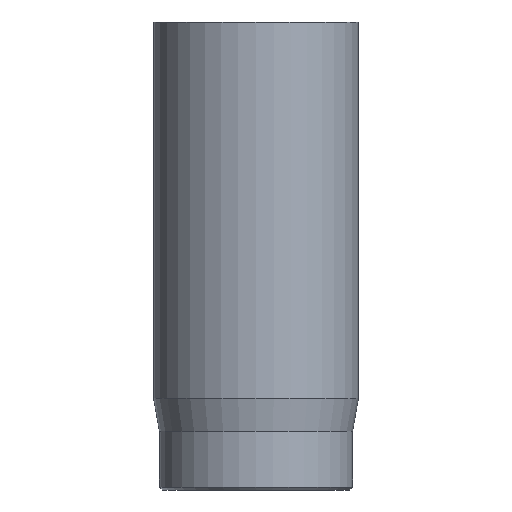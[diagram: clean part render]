
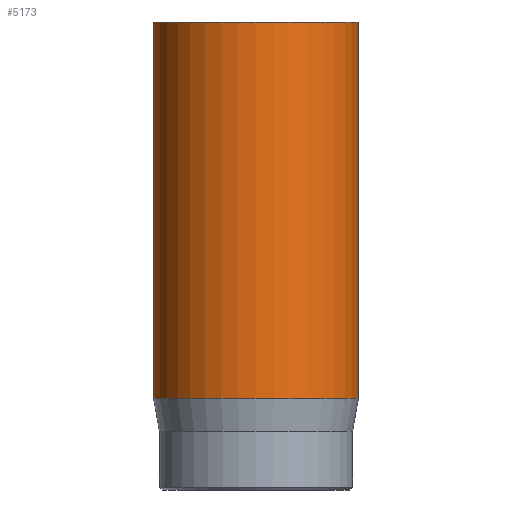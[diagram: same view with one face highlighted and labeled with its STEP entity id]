
A CAD part, front view. The second image highlights one B-rep face of the part: STEP entity #5173.
In plain terms, the highlighted cylindrical face has radius 1.75 mm (diameter 3.5 mm), a full revolution.
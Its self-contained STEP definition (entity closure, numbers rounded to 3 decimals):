
#624=CYLINDRICAL_SURFACE('',#5370,1.75);
#885=FACE_OUTER_BOUND('',#1185,.T.);
#1185=EDGE_LOOP('',(#4794,#4795,#4796,#4797,#4798));
#1610=LINE('',#9589,#2045);
#2045=VECTOR('',#6049,1.75);
#2083=CIRCLE('',#5354,1.75);
#2089=CIRCLE('',#5368,1.75);
#2090=CIRCLE('',#5369,1.75);
#2573=VERTEX_POINT('',#9560);
#2579=VERTEX_POINT('',#9583);
#2580=VERTEX_POINT('',#9584);
#3317=EDGE_CURVE('',#2573,#2573,#2083,.T.);
#3326=EDGE_CURVE('',#2579,#2580,#2089,.T.);
#3327=EDGE_CURVE('',#2580,#2579,#2090,.T.);
#3329=EDGE_CURVE('',#2573,#2579,#1610,.T.);
#4794=ORIENTED_EDGE('',*,*,#3317,.T.);
#4795=ORIENTED_EDGE('',*,*,#3329,.T.);
#4796=ORIENTED_EDGE('',*,*,#3326,.T.);
#4797=ORIENTED_EDGE('',*,*,#3327,.T.);
#4798=ORIENTED_EDGE('',*,*,#3329,.F.);
#5173=ADVANCED_FACE('',(#885),#624,.T.);
#5354=AXIS2_PLACEMENT_3D('',#9561,#6011,#6012);
#5368=AXIS2_PLACEMENT_3D('',#9585,#6042,#6043);
#5369=AXIS2_PLACEMENT_3D('',#9586,#6044,#6045);
#5370=AXIS2_PLACEMENT_3D('',#9588,#6047,#6048);
#6011=DIRECTION('center_axis',(0.,0.,-1.));
#6012=DIRECTION('ref_axis',(-1.,0.,0.));
#6042=DIRECTION('center_axis',(0.,0.,1.));
#6043=DIRECTION('ref_axis',(-1.,0.,0.));
#6044=DIRECTION('center_axis',(0.,0.,1.));
#6045=DIRECTION('ref_axis',(-1.,0.,0.));
#6047=DIRECTION('center_axis',(0.,0.,1.));
#6048=DIRECTION('ref_axis',(-1.,0.,0.));
#6049=DIRECTION('',(0.,0.,-1.));
#9560=CARTESIAN_POINT('',(1.75,0.,8.));
#9561=CARTESIAN_POINT('Origin',(0.,0.,8.));
#9583=CARTESIAN_POINT('',(1.75,0.,1.567));
#9584=CARTESIAN_POINT('',(-1.75,0.,1.567));
#9585=CARTESIAN_POINT('Origin',(0.,0.,1.567));
#9586=CARTESIAN_POINT('Origin',(0.,0.,1.567));
#9588=CARTESIAN_POINT('Origin',(0.,0.,0.));
#9589=CARTESIAN_POINT('',(1.75,0.,0.));
